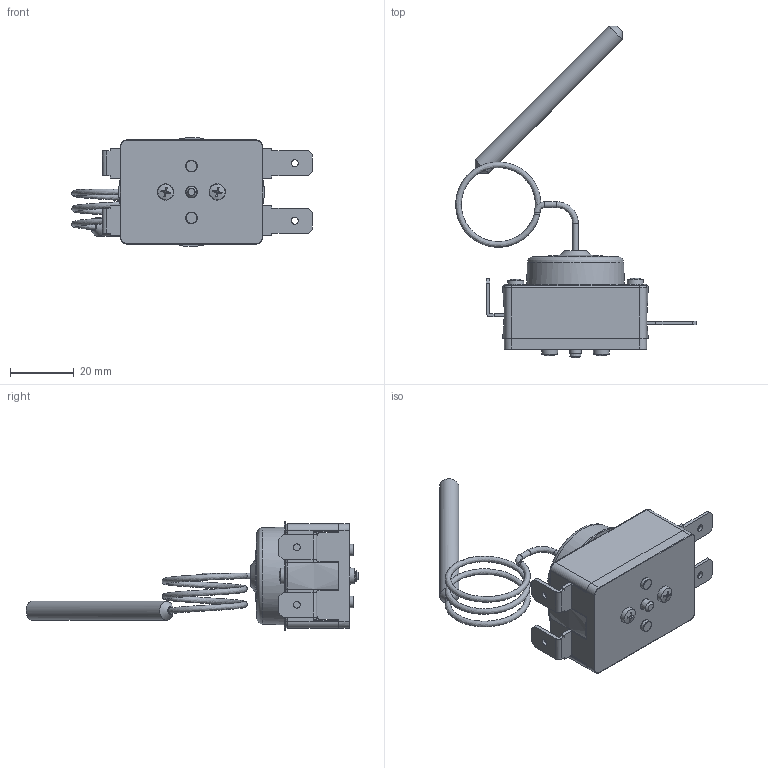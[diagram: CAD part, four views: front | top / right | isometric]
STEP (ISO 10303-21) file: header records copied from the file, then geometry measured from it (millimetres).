
FILE_DESCRIPTION(('FreeCAD Model'),'2;1');
FILE_NAME('Open CASCADE Shape Model','2025-04-30T07:46:44',('FreeCAD'),( 'FreeCAD'),'Open CASCADE STEP processor 7.6','FreeCAD','Unknown');
FILE_SCHEMA(('AUTOMOTIVE_DESIGN { 1 0 10303 214 1 1 1 1 }'));
Length unit declared in the file: millimetre
Products named in the file (1): Open CASCADE STEP translator 7.6 1
Bounding box: 75.6 x 104.38 x 34.31 mm (x, y, z)
Volume: 25289.6 mm3; surface area: 25045.9 mm2
Topology: 17 solids, 17 shells, 521 faces, 1299 edges, 851 vertices
Faces by surface type: bspline 521
Entity records: 17424 total; most frequent: CARTESIAN_POINT 9896, ORIENTED_EDGE 2590, EDGE_CURVE 1295, VERTEX_POINT 851, B_SPLINE_CURVE_WITH_KNOTS 752, FACE_BOUND 602, EDGE_LOOP 602, ADVANCED_FACE 521
